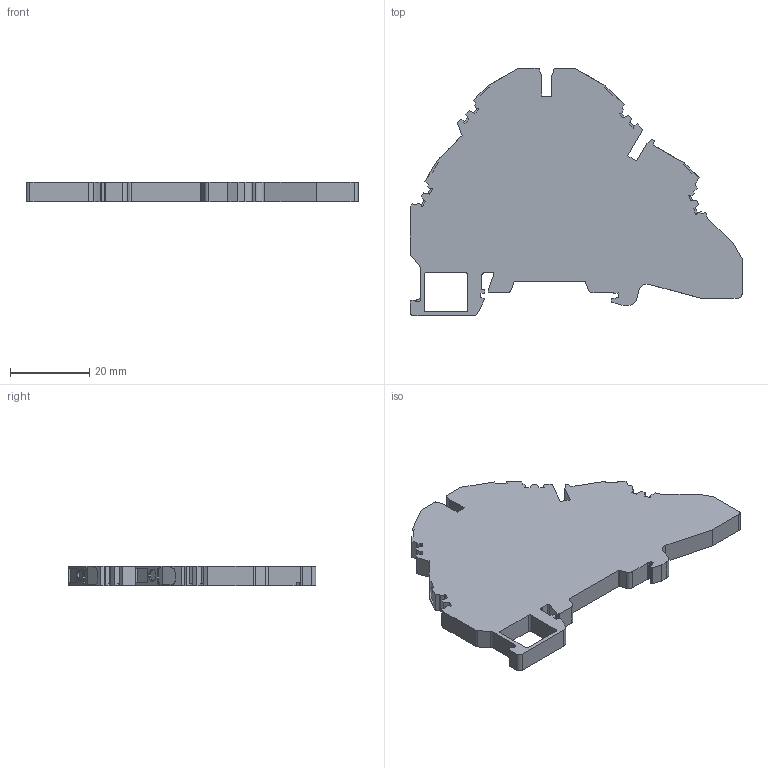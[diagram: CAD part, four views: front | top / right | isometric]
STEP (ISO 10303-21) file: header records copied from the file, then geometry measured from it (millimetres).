
FILE_DESCRIPTION (( 'STEP AP214' ), '1' );
FILE_NAME ('316109_YBK 2,5-2F_Grey.STP', '2013-11-13T13:37:46', ( 'arge' ), ( 'Microsoft' ), 'SwSTEP 2.0', 'SolidWorks 2013', '' );
FILE_SCHEMA (( 'AUTOMOTIVE_DESIGN' ));
Length unit declared in the file: millimetre
Products named in the file (1): 316109_YBK 2,5-2F_Grey
Bounding box: 83.75 x 62.5 x 5 mm (x, y, z)
Volume: 16589.9 mm3; surface area: 8658.8 mm2
Topology: 1 solids, 1 shells, 318 faces, 900 edges, 589 vertices
Faces by surface type: plane 217, cylinder 85, torus 8, cone 8
Entity records: 10248 total; most frequent: CARTESIAN_POINT 1880, ORIENTED_EDGE 1800, DIRECTION 1684, EDGE_CURVE 900, LINE 706, VECTOR 706, VERTEX_POINT 589, AXIS2_PLACEMENT_3D 489
